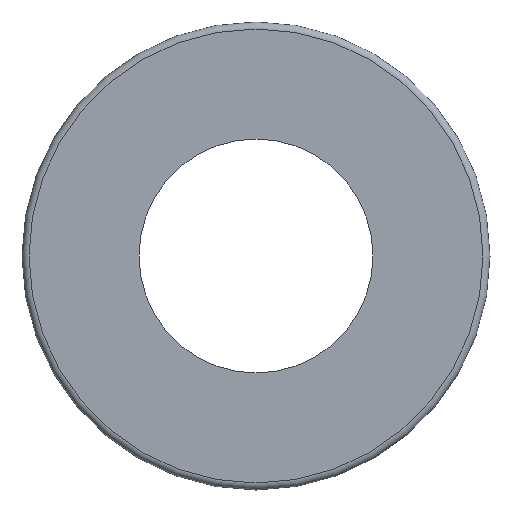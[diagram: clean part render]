
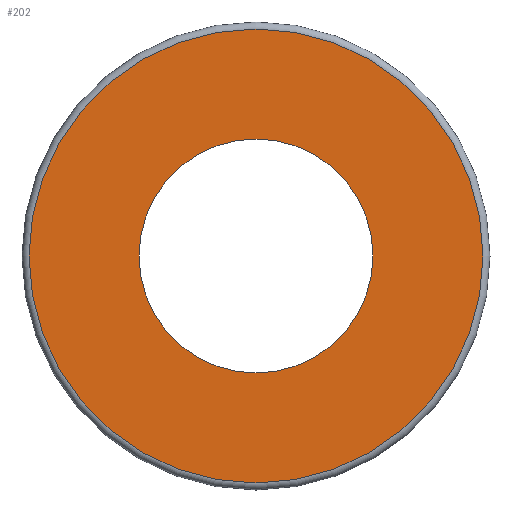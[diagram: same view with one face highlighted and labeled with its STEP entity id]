
A CAD part, left-side view. The second image highlights one B-rep face of the part: STEP entity #202.
In plain terms, the highlighted planar face has unit normal (-1, 0, 0).
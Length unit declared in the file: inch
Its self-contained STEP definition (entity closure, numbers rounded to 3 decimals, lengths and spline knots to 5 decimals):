
#17=FACE_BOUND('',#49,.T.);
#19=PLANE('',#234);
#36=FACE_OUTER_BOUND('',#48,.T.);
#48=EDGE_LOOP('',(#146));
#49=EDGE_LOOP('',(#147));
#63=CIRCLE('',#230,0.485);
#66=CIRCLE('',#235,0.25);
#87=VERTEX_POINT('',#350);
#90=VERTEX_POINT('',#360);
#108=EDGE_CURVE('',#87,#87,#63,.T.);
#112=EDGE_CURVE('',#90,#90,#66,.T.);
#146=ORIENTED_EDGE('',*,*,#108,.F.);
#147=ORIENTED_EDGE('',*,*,#112,.T.);
#202=ADVANCED_FACE('',(#36,#17),#19,.T.);
#230=AXIS2_PLACEMENT_3D('',#352,#273,#274);
#234=AXIS2_PLACEMENT_3D('',#359,#282,#283);
#235=AXIS2_PLACEMENT_3D('',#361,#284,#285);
#273=DIRECTION('center_axis',(1.,0.,0.));
#274=DIRECTION('ref_axis',(0.,-1.,0.));
#282=DIRECTION('center_axis',(-1.,0.,0.));
#283=DIRECTION('ref_axis',(0.,0.,1.));
#284=DIRECTION('center_axis',(1.,0.,0.));
#285=DIRECTION('ref_axis',(0.,0.,-1.));
#350=CARTESIAN_POINT('',(-0.08225,0.,0.485));
#352=CARTESIAN_POINT('Origin',(-0.08225,0.,
0.));
#359=CARTESIAN_POINT('Origin',(-0.08225,0.5,0.));
#360=CARTESIAN_POINT('',(-0.08225,-0.25,0.));
#361=CARTESIAN_POINT('Origin',(-0.08225,0.,
0.));
